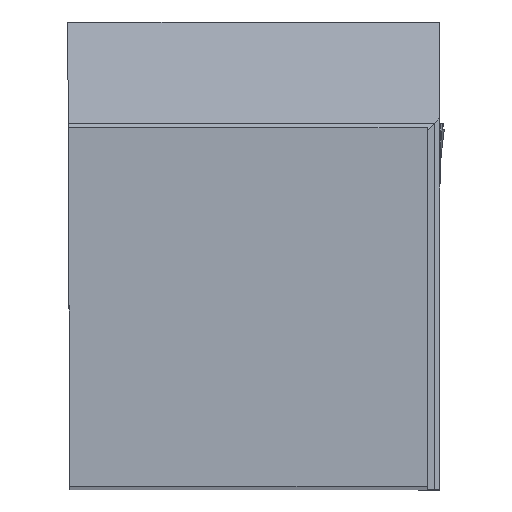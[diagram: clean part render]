
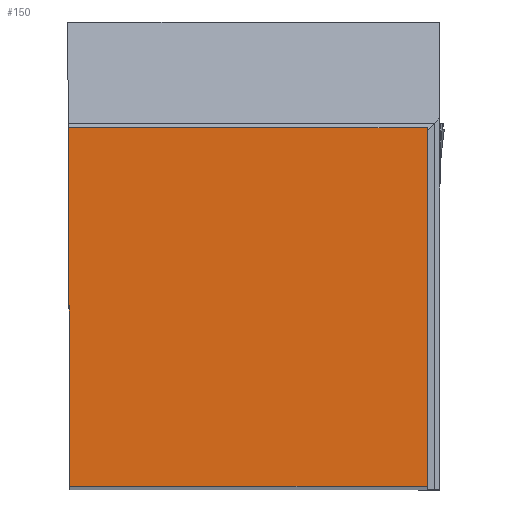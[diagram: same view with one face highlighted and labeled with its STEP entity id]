
A CAD part, top view. The second image highlights one B-rep face of the part: STEP entity #150.
In plain terms, the highlighted planar face has unit normal (0, 0, 1).
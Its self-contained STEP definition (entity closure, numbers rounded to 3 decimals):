
#150=ADVANCED_FACE('BLANK_BOXF006',(#246),#194,.F.);
#194=PLANE('',#1286);
#246=FACE_OUTER_BOUND('',#302,.T.);
#302=EDGE_LOOP('',(#574,#575,#576,#577));
#574=ORIENTED_EDGE('',*,*,#895,.T.);
#575=ORIENTED_EDGE('',*,*,#896,.T.);
#576=ORIENTED_EDGE('',*,*,#897,.T.);
#577=ORIENTED_EDGE('',*,*,#854,.T.);
#725=VERTEX_POINT('',#1872);
#726=VERTEX_POINT('',#1874);
#758=VERTEX_POINT('',#1952);
#759=VERTEX_POINT('',#1954);
#854=EDGE_CURVE('',#726,#725,#980,.T.);
#895=EDGE_CURVE('',#725,#758,#1013,.T.);
#896=EDGE_CURVE('',#758,#759,#1014,.T.);
#897=EDGE_CURVE('',#759,#726,#1015,.T.);
#980=LINE('',#1873,#1098);
#1013=LINE('',#1951,#1131);
#1014=LINE('',#1953,#1132);
#1015=LINE('',#1955,#1133);
#1098=VECTOR('',#1490,1.);
#1131=VECTOR('',#1549,1.);
#1132=VECTOR('',#1550,1.);
#1133=VECTOR('',#1551,1.);
#1286=AXIS2_PLACEMENT_3D('',#1956,#1552,#1553);
#1490=DIRECTION('',(1.,0.,0.));
#1549=DIRECTION('',(0.,1.,0.));
#1550=DIRECTION('',(-1.,0.,0.));
#1551=DIRECTION('',(0.004,-1.,0.));
#1552=DIRECTION('',(0.,0.,-1.));
#1553=DIRECTION('',(0.,-1.,0.));
#1872=CARTESIAN_POINT('',(24.875,0.,0.));
#1873=CARTESIAN_POINT('',(-150.85,0.,0.));
#1874=CARTESIAN_POINT('',(0.109,0.,0.));
#1951=CARTESIAN_POINT('',(24.875,-150.85,0.));
#1952=CARTESIAN_POINT('',(24.875,24.875,0.));
#1953=CARTESIAN_POINT('',(150.85,24.875,0.));
#1954=CARTESIAN_POINT('',(0.,24.875,0.));
#1955=CARTESIAN_POINT('',(-0.55,150.849,0.));
#1956=CARTESIAN_POINT('',(25.75,-5.,0.));
